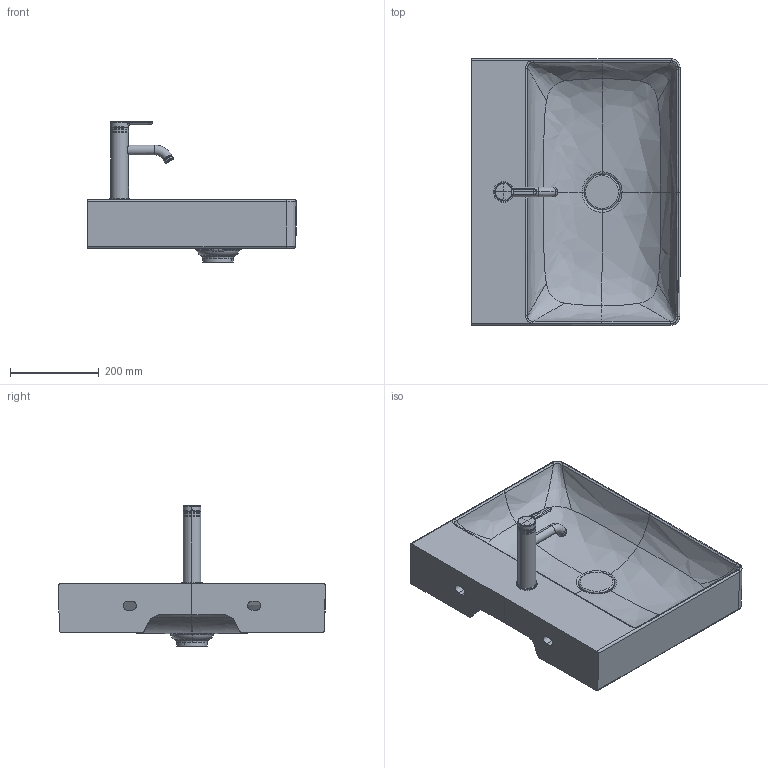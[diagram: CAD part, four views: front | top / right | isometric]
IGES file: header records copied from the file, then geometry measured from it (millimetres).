
Global section: file name: No Iges File Name specified; native system: Autodesk Inventor 2011; preprocessor: AutoDesk Inventor Iges Exporter R2011; author: Administrator; date: 20170622.201342; units: millimetre
Bounding box: 470.22 x 600.3 x 317.03 mm (x, y, z)
Volume: 9670105.8 mm3; surface area: 1038673.5 mm2
Topology: 8 solids, 11 shells, 493 faces, 1200 edges, 741 vertices
Faces by surface type: bspline 178, revolution 102, plane 98, cylinder 71, torus 29, cone 12, sphere 3
